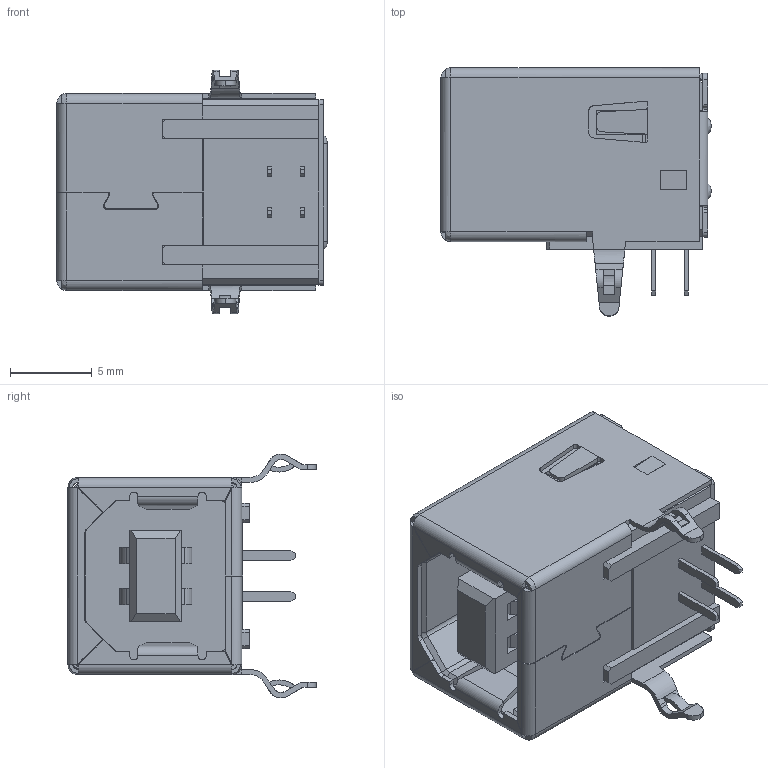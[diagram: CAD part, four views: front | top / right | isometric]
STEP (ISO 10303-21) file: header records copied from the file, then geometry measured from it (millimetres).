
FILE_DESCRIPTION (( 'STEP AP203' ), '1' );
FILE_NAME ('M-UE27-BCX4-X3X-REVT1.STEP', '2015-11-18T20:33:57', ( 'kentl' ), ( 'HP' ), 'SwSTEP 2.0', 'SolidWorks 2013', '' );
FILE_SCHEMA (( 'CONFIG_CONTROL_DESIGN' ));
Length unit declared in the file: millimetre
Products named in the file (1): M-UE27-BCX4-X3X-REVT1
Bounding box: 16.5 x 15.16 x 14.9 mm (x, y, z)
Volume: 1407.1 mm3; surface area: 3138.7 mm2
Topology: 1 solids, 7 shells, 680 faces, 2011 edges, 1309 vertices
Faces by surface type: plane 487, cylinder 167, bspline 20, cone 6
Entity records: 24323 total; most frequent: CARTESIAN_POINT 7043, ORIENTED_EDGE 4014, DIRECTION 2915, EDGE_CURVE 2007, LINE 1431, VECTOR 1431, VERTEX_POINT 1309, AXIS2_PLACEMENT_3D 742
